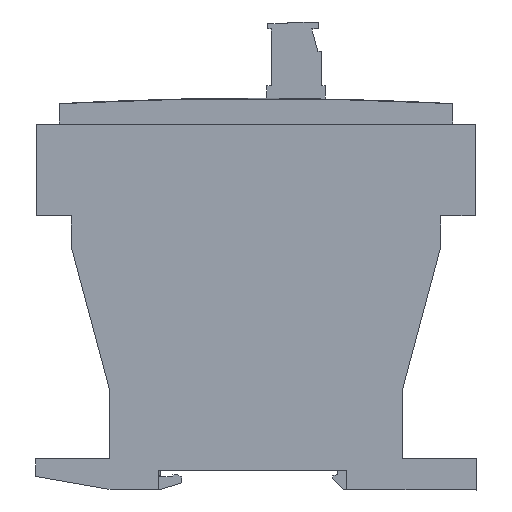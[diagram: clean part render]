
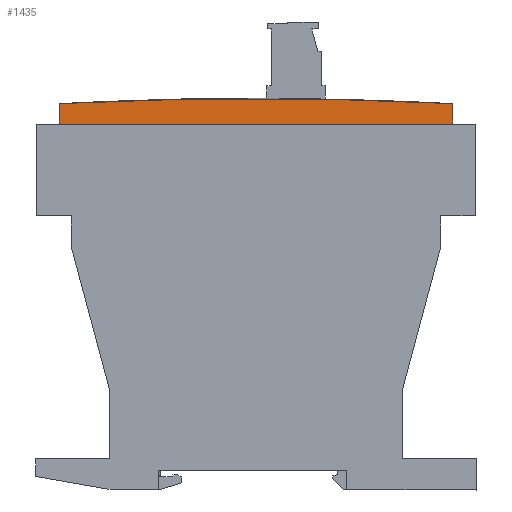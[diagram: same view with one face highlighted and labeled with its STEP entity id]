
A CAD part, left-side view. The second image highlights one B-rep face of the part: STEP entity #1435.
In plain terms, the highlighted face is planar.
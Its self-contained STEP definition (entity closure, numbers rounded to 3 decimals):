
#604 = EDGE_CURVE ( 'NONE', #14573, #13258, #4245, .T. ) ;
#1420 = ORIENTED_EDGE ( 'NONE', *, *, #13446, .T. ) ;
#1421 = ORIENTED_EDGE ( 'NONE', *, *, #13255, .F. ) ;
#1422 = ORIENTED_EDGE ( 'NONE', *, *, #604, .F. ) ;
#1423 = ORIENTED_EDGE ( 'NONE', *, *, #14571, .F. ) ;
#1435 = ADVANCED_FACE ( 'NONE', ( #8176 ), #8259, .F. ) ;
#1436 = EDGE_LOOP ( 'NONE', ( #1420, #1421, #1422, #1423 ) ) ;
#4242 = DIRECTION ( 'NONE',  ( -1., 0., 0. ) ) ;
#4243 = VECTOR ( 'NONE', #4242, 1000. ) ;
#4244 = CARTESIAN_POINT ( 'NONE',  ( -44.552, 25.5, 9.093 ) ) ;
#4245 = LINE ( 'NONE', #4244, #4243 ) ;
#8176 = FACE_OUTER_BOUND ( 'NONE', #1436, .T. ) ;
#8248 = DIRECTION ( 'NONE',  ( -1., 0., 0. ) ) ;
#8250 = DIRECTION ( 'NONE',  ( 0., 0., -1. ) ) ;
#8252 = CARTESIAN_POINT ( 'NONE',  ( -44.552, 42.153, 9.093 ) ) ;
#8254 = AXIS2_PLACEMENT_3D ( 'NONE', #8252, #8250, #8248 ) ;
#8259 = PLANE ( 'NONE',  #8254 ) ;
#13255 = EDGE_CURVE ( 'NONE', #13258, #13259, #23508, .T. ) ;
#13258 = VERTEX_POINT ( 'NONE', #23504 ) ;
#13259 = VERTEX_POINT ( 'NONE', #23503 ) ;
#13446 = EDGE_CURVE ( 'NONE', #13448, #13259, #23701, .T. ) ;
#13448 = VERTEX_POINT ( 'NONE', #23757 ) ;
#14571 = EDGE_CURVE ( 'NONE', #13448, #14573, #25830, .T. ) ;
#14573 = VERTEX_POINT ( 'NONE', #25826 ) ;
#23503 = CARTESIAN_POINT ( 'NONE',  ( -44.552, 29.894, 9.093 ) ) ;
#23504 = CARTESIAN_POINT ( 'NONE',  ( -44.552, 25.5, 9.093 ) ) ;
#23505 = DIRECTION ( 'NONE',  ( 0., 1., 0. ) ) ;
#23506 = VECTOR ( 'NONE', #23505, 1000. ) ;
#23507 = CARTESIAN_POINT ( 'NONE',  ( -44.552, 25.5, 9.093 ) ) ;
#23508 = LINE ( 'NONE', #23507, #23506 ) ;
#23701 = CIRCLE ( 'NONE', #23760, 800. ) ;
#23706 = CARTESIAN_POINT ( 'NONE',  ( -2.252, -768.987, 9.093 ) ) ;
#23757 = CARTESIAN_POINT ( 'NONE',  ( 40.048, 29.894, 9.093 ) ) ;
#23758 = DIRECTION ( 'NONE',  ( -1., 0., 0. ) ) ;
#23759 = DIRECTION ( 'NONE',  ( 0., 0., 1. ) ) ;
#23760 = AXIS2_PLACEMENT_3D ( 'NONE', #23706, #23759, #23758 ) ;
#25826 = CARTESIAN_POINT ( 'NONE',  ( 40.048, 25.5, 9.093 ) ) ;
#25827 = DIRECTION ( 'NONE',  ( 0., -1., 0. ) ) ;
#25828 = VECTOR ( 'NONE', #25827, 1000. ) ;
#25829 = CARTESIAN_POINT ( 'NONE',  ( 40.048, 25.5, 9.093 ) ) ;
#25830 = LINE ( 'NONE', #25829, #25828 ) ;
